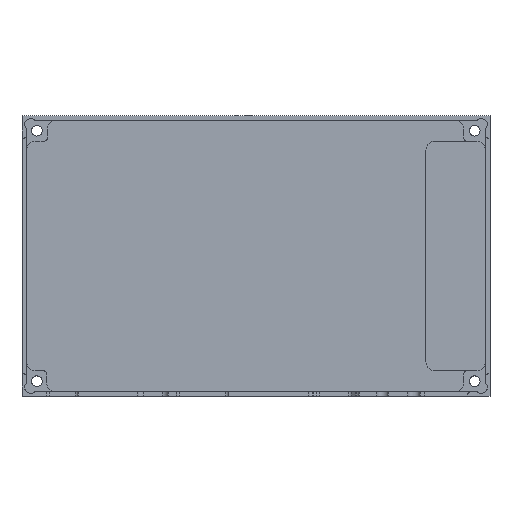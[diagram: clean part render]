
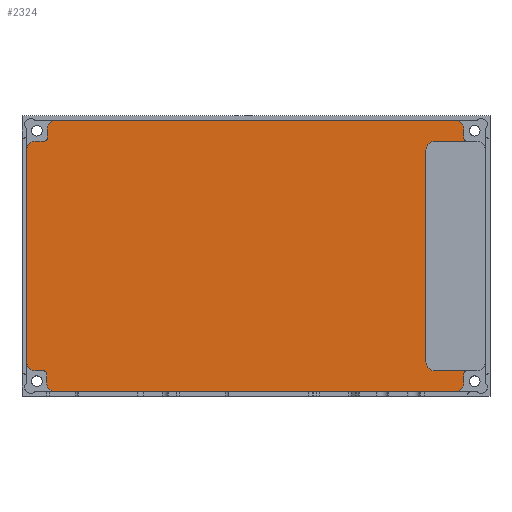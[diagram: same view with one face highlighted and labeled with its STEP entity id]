
A CAD part, top view. The second image highlights one B-rep face of the part: STEP entity #2324.
In plain terms, the highlighted planar face has unit normal (0, 0, 1).
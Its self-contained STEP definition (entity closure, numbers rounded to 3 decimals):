
#181=FACE_OUTER_BOUND('',#313,.T.);
#313=EDGE_LOOP('',(#2030,#2031,#2032,#2033,#2034,#2035,#2036,#2037,#2038,
#2039,#2040,#2041,#2042,#2043,#2044,#2045,#2046,#2047,#2048,#2049,#2050,
#2051,#2052,#2053));
#429=CIRCLE('',#2531,1.);
#431=CIRCLE('',#2535,1.);
#434=CIRCLE('',#2541,1.);
#435=CIRCLE('',#2544,1.);
#437=CIRCLE('',#2548,3.);
#441=CIRCLE('',#2555,3.);
#442=CIRCLE('',#2557,3.);
#443=CIRCLE('',#2561,3.);
#444=CIRCLE('',#2563,3.);
#445=CIRCLE('',#2564,3.);
#446=CIRCLE('',#2565,3.);
#447=CIRCLE('',#2566,3.);
#451=LINE('',#3293,#685);
#516=LINE('',#3496,#750);
#628=LINE('',#3821,#862);
#637=LINE('',#3841,#871);
#643=LINE('',#3861,#877);
#647=LINE('',#3871,#881);
#653=LINE('',#3885,#887);
#658=LINE('',#3904,#892);
#663=LINE('',#3920,#897);
#664=LINE('',#3921,#898);
#665=LINE('',#3924,#899);
#666=LINE('',#3928,#900);
#685=VECTOR('',#2598,10.);
#750=VECTOR('',#2755,10.);
#862=VECTOR('',#3103,10.);
#871=VECTOR('',#3122,10.);
#877=VECTOR('',#3142,10.);
#881=VECTOR('',#3152,10.);
#887=VECTOR('',#3164,10.);
#892=VECTOR('',#3185,10.);
#897=VECTOR('',#3208,10.);
#898=VECTOR('',#3209,10.);
#899=VECTOR('',#3212,10.);
#900=VECTOR('',#3217,10.);
#919=VERTEX_POINT('',#3290);
#920=VERTEX_POINT('',#3292);
#1011=VERTEX_POINT('',#3493);
#1012=VERTEX_POINT('',#3495);
#1106=VERTEX_POINT('',#3818);
#1107=VERTEX_POINT('',#3820);
#1111=VERTEX_POINT('',#3834);
#1112=VERTEX_POINT('',#3836);
#1113=VERTEX_POINT('',#3840);
#1116=VERTEX_POINT('',#3847);
#1117=VERTEX_POINT('',#3849);
#1120=VERTEX_POINT('',#3860);
#1121=VERTEX_POINT('',#3864);
#1122=VERTEX_POINT('',#3866);
#1123=VERTEX_POINT('',#3870);
#1126=VERTEX_POINT('',#3878);
#1127=VERTEX_POINT('',#3880);
#1128=VERTEX_POINT('',#3884);
#1130=VERTEX_POINT('',#3890);
#1134=VERTEX_POINT('',#3903);
#1135=VERTEX_POINT('',#3907);
#1136=VERTEX_POINT('',#3916);
#1137=VERTEX_POINT('',#3923);
#1138=VERTEX_POINT('',#3927);
#1143=EDGE_CURVE('',#919,#920,#451,.T.);
#1244=EDGE_CURVE('',#1011,#1012,#516,.T.);
#1407=EDGE_CURVE('',#1106,#1107,#628,.T.);
#1415=EDGE_CURVE('',#1111,#1112,#429,.F.);
#1417=EDGE_CURVE('',#1112,#1113,#637,.T.);
#1421=EDGE_CURVE('',#1116,#1117,#431,.F.);
#1427=EDGE_CURVE('',#1117,#1120,#643,.T.);
#1430=EDGE_CURVE('',#1121,#1122,#434,.F.);
#1432=EDGE_CURVE('',#1123,#1122,#647,.T.);
#1437=EDGE_CURVE('',#1126,#1127,#435,.F.);
#1439=EDGE_CURVE('',#1127,#1128,#653,.T.);
#1442=EDGE_CURVE('',#1123,#1130,#437,.T.);
#1449=EDGE_CURVE('',#1134,#1130,#658,.T.);
#1451=EDGE_CURVE('',#1134,#1135,#441,.T.);
#1453=EDGE_CURVE('',#919,#1128,#442,.T.);
#1455=EDGE_CURVE('',#1136,#1107,#443,.T.);
#1457=EDGE_CURVE('',#1126,#1135,#663,.T.);
#1458=EDGE_CURVE('',#1136,#1121,#664,.T.);
#1459=EDGE_CURVE('',#1106,#1120,#444,.T.);
#1460=EDGE_CURVE('',#1137,#1116,#665,.T.);
#1461=EDGE_CURVE('',#1137,#1012,#445,.T.);
#1462=EDGE_CURVE('',#1011,#1113,#446,.T.);
#1463=EDGE_CURVE('',#1138,#1111,#666,.T.);
#1464=EDGE_CURVE('',#1138,#920,#447,.T.);
#2030=ORIENTED_EDGE('',*,*,#1453,.T.);
#2031=ORIENTED_EDGE('',*,*,#1439,.F.);
#2032=ORIENTED_EDGE('',*,*,#1437,.F.);
#2033=ORIENTED_EDGE('',*,*,#1457,.T.);
#2034=ORIENTED_EDGE('',*,*,#1451,.F.);
#2035=ORIENTED_EDGE('',*,*,#1449,.T.);
#2036=ORIENTED_EDGE('',*,*,#1442,.F.);
#2037=ORIENTED_EDGE('',*,*,#1432,.T.);
#2038=ORIENTED_EDGE('',*,*,#1430,.F.);
#2039=ORIENTED_EDGE('',*,*,#1458,.F.);
#2040=ORIENTED_EDGE('',*,*,#1455,.T.);
#2041=ORIENTED_EDGE('',*,*,#1407,.F.);
#2042=ORIENTED_EDGE('',*,*,#1459,.T.);
#2043=ORIENTED_EDGE('',*,*,#1427,.F.);
#2044=ORIENTED_EDGE('',*,*,#1421,.F.);
#2045=ORIENTED_EDGE('',*,*,#1460,.F.);
#2046=ORIENTED_EDGE('',*,*,#1461,.T.);
#2047=ORIENTED_EDGE('',*,*,#1244,.F.);
#2048=ORIENTED_EDGE('',*,*,#1462,.T.);
#2049=ORIENTED_EDGE('',*,*,#1417,.F.);
#2050=ORIENTED_EDGE('',*,*,#1415,.F.);
#2051=ORIENTED_EDGE('',*,*,#1463,.F.);
#2052=ORIENTED_EDGE('',*,*,#1464,.T.);
#2053=ORIENTED_EDGE('',*,*,#1143,.F.);
#2212=PLANE('',#2562);
#2324=ADVANCED_FACE('',(#181),#2212,.T.);
#2531=AXIS2_PLACEMENT_3D('',#3837,#3117,#3118);
#2535=AXIS2_PLACEMENT_3D('',#3850,#3129,#3130);
#2541=AXIS2_PLACEMENT_3D('',#3867,#3147,#3148);
#2544=AXIS2_PLACEMENT_3D('',#3881,#3159,#3160);
#2548=AXIS2_PLACEMENT_3D('',#3891,#3170,#3171);
#2555=AXIS2_PLACEMENT_3D('',#3908,#3189,#3190);
#2557=AXIS2_PLACEMENT_3D('',#3911,#3194,#3195);
#2561=AXIS2_PLACEMENT_3D('',#3917,#3203,#3204);
#2562=AXIS2_PLACEMENT_3D('',#3919,#3206,#3207);
#2563=AXIS2_PLACEMENT_3D('',#3922,#3210,#3211);
#2564=AXIS2_PLACEMENT_3D('',#3925,#3213,#3214);
#2565=AXIS2_PLACEMENT_3D('',#3926,#3215,#3216);
#2566=AXIS2_PLACEMENT_3D('',#3929,#3218,#3219);
#2598=DIRECTION('',(-1.,0.,0.));
#2755=DIRECTION('',(0.,1.,0.));
#3103=DIRECTION('',(1.,0.,0.));
#3117=DIRECTION('center_axis',(0.,0.,-1.));
#3118=DIRECTION('ref_axis',(0.707,0.707,0.));
#3122=DIRECTION('',(-1.,0.,0.));
#3129=DIRECTION('center_axis',(0.,0.,-1.));
#3130=DIRECTION('ref_axis',(0.707,-0.707,0.));
#3142=DIRECTION('',(0.,1.,0.));
#3147=DIRECTION('center_axis',(0.,0.,-1.));
#3148=DIRECTION('ref_axis',(-0.707,-0.707,0.));
#3152=DIRECTION('',(1.,0.,0.));
#3159=DIRECTION('center_axis',(0.,0.,-1.));
#3160=DIRECTION('ref_axis',(-0.707,0.707,0.));
#3164=DIRECTION('',(0.,-1.,0.));
#3170=DIRECTION('center_axis',(0.,0.,1.));
#3171=DIRECTION('ref_axis',(-0.707,0.707,0.));
#3185=DIRECTION('',(0.,1.,0.));
#3189=DIRECTION('center_axis',(0.,0.,1.));
#3190=DIRECTION('ref_axis',(-0.707,-0.707,0.));
#3194=DIRECTION('center_axis',(0.,0.,1.));
#3195=DIRECTION('ref_axis',(0.707,-0.707,0.));
#3203=DIRECTION('center_axis',(0.,0.,1.));
#3204=DIRECTION('ref_axis',(0.707,0.707,0.));
#3206=DIRECTION('center_axis',(0.,0.,1.));
#3207=DIRECTION('ref_axis',(1.,0.,0.));
#3208=DIRECTION('',(-1.,0.,0.));
#3209=DIRECTION('',(0.,-1.,0.));
#3210=DIRECTION('center_axis',(0.,0.,1.));
#3211=DIRECTION('ref_axis',(-0.707,0.707,0.));
#3212=DIRECTION('',(1.,0.,0.));
#3213=DIRECTION('center_axis',(0.,0.,1.));
#3214=DIRECTION('ref_axis',(-0.707,0.707,0.));
#3215=DIRECTION('center_axis',(0.,0.,1.));
#3216=DIRECTION('ref_axis',(-0.707,-0.707,0.));
#3217=DIRECTION('',(0.,1.,0.));
#3218=DIRECTION('center_axis',(0.,0.,1.));
#3219=DIRECTION('ref_axis',(-0.707,-0.707,0.));
#3290=CARTESIAN_POINT('',(250.114,-136.5,-3.31));
#3292=CARTESIAN_POINT('',(116.224,-136.5,-3.31));
#3293=CARTESIAN_POINT('',(142.903,-136.5,-3.31));
#3493=CARTESIAN_POINT('',(106.5,-126.5,-3.31));
#3495=CARTESIAN_POINT('',(106.5,-55.5,-3.31));
#3496=CARTESIAN_POINT('',(106.5,-68.,-3.31));
#3818=CARTESIAN_POINT('',(116.5,-45.5,-3.31));
#3820=CARTESIAN_POINT('',(250.114,-45.5,-3.31));
#3821=CARTESIAN_POINT('',(220.347,-45.5,-3.31));
#3834=CARTESIAN_POINT('',(113.224,-130.5,-3.31));
#3836=CARTESIAN_POINT('',(112.224,-129.5,-3.31));
#3837=CARTESIAN_POINT('Origin',(112.224,-130.5,-3.31));
#3840=CARTESIAN_POINT('',(109.5,-129.5,-3.31));
#3841=CARTESIAN_POINT('',(146.516,-129.5,-3.31));
#3847=CARTESIAN_POINT('',(112.5,-52.5,-3.31));
#3849=CARTESIAN_POINT('',(113.5,-51.5,-3.31));
#3850=CARTESIAN_POINT('Origin',(112.5,-51.5,-3.31));
#3860=CARTESIAN_POINT('',(113.5,-48.5,-3.31));
#3861=CARTESIAN_POINT('',(113.5,-71.75,-3.31));
#3864=CARTESIAN_POINT('',(253.114,-51.5,-3.31));
#3866=CARTESIAN_POINT('',(254.114,-52.5,-3.31));
#3867=CARTESIAN_POINT('Origin',(254.114,-51.5,-3.31));
#3870=CARTESIAN_POINT('',(243.386,-52.5,-3.31));
#3871=CARTESIAN_POINT('',(240.386,-52.5,-3.31));
#3878=CARTESIAN_POINT('',(254.114,-129.5,-3.31));
#3880=CARTESIAN_POINT('',(253.114,-130.5,-3.31));
#3881=CARTESIAN_POINT('Origin',(254.114,-130.5,-3.31));
#3884=CARTESIAN_POINT('',(253.114,-133.5,-3.31));
#3885=CARTESIAN_POINT('',(253.114,-110.25,-3.31));
#3890=CARTESIAN_POINT('',(240.386,-55.5,-3.31));
#3891=CARTESIAN_POINT('Origin',(243.386,-55.5,-3.31));
#3903=CARTESIAN_POINT('',(240.386,-126.5,-3.31));
#3904=CARTESIAN_POINT('',(240.386,-129.5,-3.31));
#3907=CARTESIAN_POINT('',(243.386,-129.5,-3.31));
#3908=CARTESIAN_POINT('Origin',(243.386,-126.5,-3.31));
#3911=CARTESIAN_POINT('Origin',(250.114,-133.5,-3.31));
#3916=CARTESIAN_POINT('',(253.114,-48.5,-3.31));
#3917=CARTESIAN_POINT('Origin',(250.114,-48.5,-3.31));
#3919=CARTESIAN_POINT('Origin',(179.807,-91.,-3.31));
#3920=CARTESIAN_POINT('',(260.386,-129.5,-3.31));
#3921=CARTESIAN_POINT('',(253.114,-68.25,-3.31));
#3922=CARTESIAN_POINT('Origin',(116.5,-48.5,-3.31));
#3923=CARTESIAN_POINT('',(109.5,-52.5,-3.31));
#3924=CARTESIAN_POINT('',(143.153,-52.5,-3.31));
#3925=CARTESIAN_POINT('Origin',(109.5,-55.5,-3.31));
#3926=CARTESIAN_POINT('Origin',(109.5,-126.5,-3.31));
#3927=CARTESIAN_POINT('',(113.224,-133.5,-3.31));
#3928=CARTESIAN_POINT('',(113.224,-113.75,-3.31));
#3929=CARTESIAN_POINT('Origin',(116.224,-133.5,-3.31));
